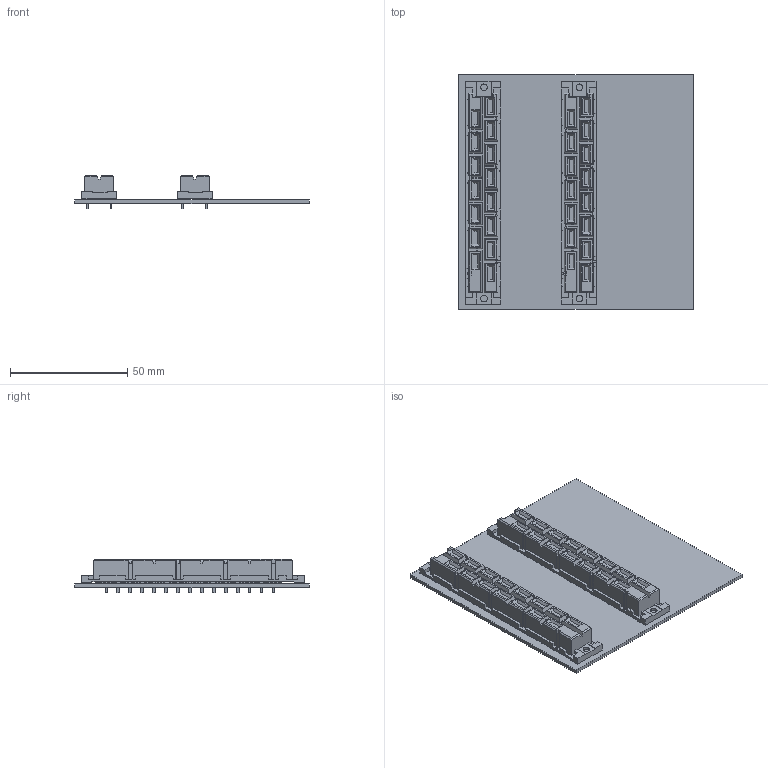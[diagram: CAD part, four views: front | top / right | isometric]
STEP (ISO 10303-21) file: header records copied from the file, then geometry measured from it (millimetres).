
FILE_DESCRIPTION(('KiCad electronic assembly'),'2;1');
FILE_NAME('Backplane_DC.step','2024-11-09T02:42:54',('Pcbnew'),('Kicad') ,'Open CASCADE STEP processor 7.8','KiCad to STEP converter','Unknown' );
FILE_SCHEMA(('AUTOMOTIVE_DESIGN { 1 0 10303 214 1 1 1 1 }'));
Length unit declared in the file: millimetre
Products named in the file (4): Backplane_DC 1; c-594750-e-d-3d; C-594750-E; Backplane_DC_PCB
Assembly tree (4 placements, depth 3):
  Backplane_DC 1
    c-594750-e-d-3d  x2
      C-594750-E
    Backplane_DC_PCB
Bounding box: 100 x 100 x 14.3 mm (x, y, z)
Volume: 36556 mm3; surface area: 32243.3 mm2
Topology: 3 solids, 3 shells, 2218 faces, 5904 edges, 3900 vertices
Faces by surface type: plane 1532, cylinder 610, extrusion 76
Full cylindrical faces by diameter (mm): 1.6 x30, 2.8 x4
Entity records: 36450 total; most frequent: CARTESIAN_POINT 7659, ORIENTED_EDGE 6018, DIRECTION 5759, EDGE_CURVE 3009, VECTOR 2319, LINE 2281, VERTEX_POINT 1988, AXIS2_PLACEMENT_3D 1720
